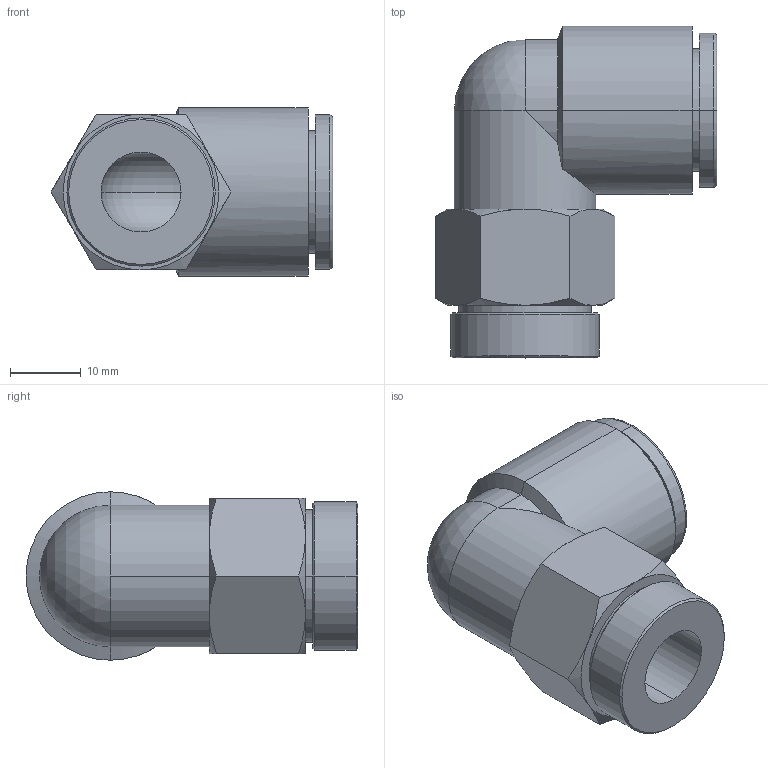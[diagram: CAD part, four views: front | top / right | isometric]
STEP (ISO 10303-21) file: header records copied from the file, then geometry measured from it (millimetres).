
FILE_DESCRIPTION (( 'STEP AP214' ), '1' );
FILE_NAME ('KQ2L16-U04A.step.step', '2016-08-10T18:16:12', ( 'Windows User' ), ( '' ), 'SwSTEP 2.0', 'SolidWorks 2016', '' );
FILE_SCHEMA (( 'AUTOMOTIVE_DESIGN' ));
Length unit declared in the file: millimetre
Products named in the file (2): KQ2L16-U04A.step; KQ2L16-U04A.step_KQ2L_16-04
Assembly tree (1 placements, depth 2):
  KQ2L16-U04A.step
    KQ2L16-U04A.step_KQ2L_16-04
Bounding box: 39.8 x 46.9 x 23.8 mm (x, y, z)
Volume: 15139.2 mm3; surface area: 7765.6 mm2
Topology: 1 solids, 1 shells, 59 faces, 129 edges, 77 vertices
Faces by surface type: cylinder 19, cone 19, plane 14, torus 6, sphere 1
Entity records: 2155 total; most frequent: CARTESIAN_POINT 450, DIRECTION 290, ORIENTED_EDGE 254, AXIS2_PLACEMENT_3D 130, EDGE_CURVE 127, VERTEX_POINT 76, CIRCLE 67, EDGE_LOOP 67
